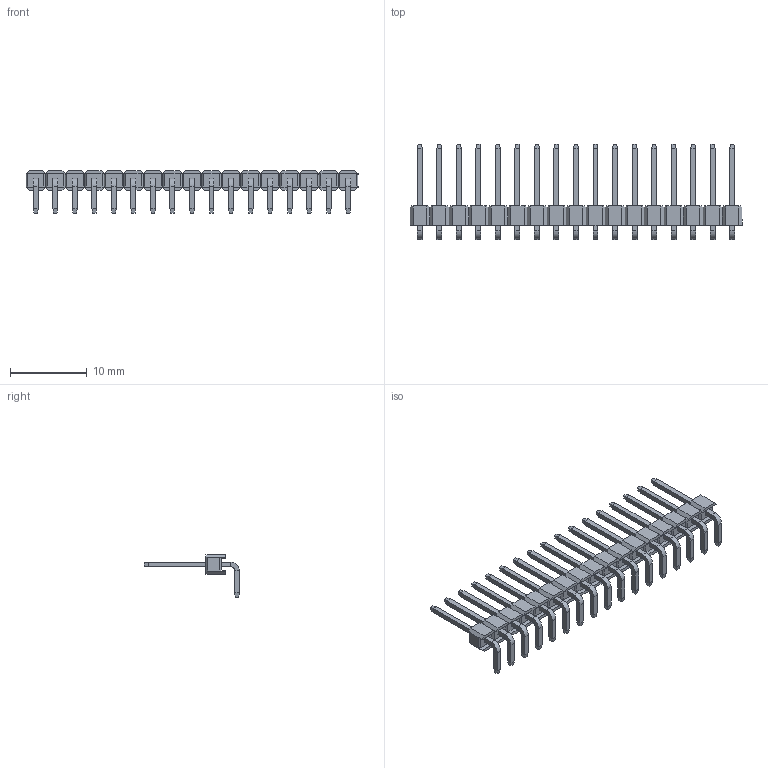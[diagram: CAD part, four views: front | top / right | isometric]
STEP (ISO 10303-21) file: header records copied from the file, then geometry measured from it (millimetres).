
FILE_DESCRIPTION (( 'STEP AP214' ), '1' );
FILE_NAME ('1x17 Male Pin Header Angle.STEP', '2021-11-12T11:38:38', ( 'M.B.I.' ), ( '' ), 'SwSTEP 2.0', '', '' );
FILE_SCHEMA (( 'AUTOMOTIVE_DESIGN' ));
Length unit declared in the file: millimetre
Products named in the file (1): 1x17 Male Pin Header Angle
Bounding box: 43.19 x 12.36 x 5.5 mm (x, y, z)
Volume: 313.2 mm3; surface area: 1282.3 mm2
Topology: 18 solids, 18 shells, 790 faces, 1952 edges, 1198 vertices
Faces by surface type: plane 756, cylinder 34
Entity records: 22779 total; most frequent: CARTESIAN_POINT 3941, ORIENTED_EDGE 3904, DIRECTION 3602, EDGE_CURVE 1952, VECTOR 1884, LINE 1884, VERTEX_POINT 1198, AXIS2_PLACEMENT_3D 859
